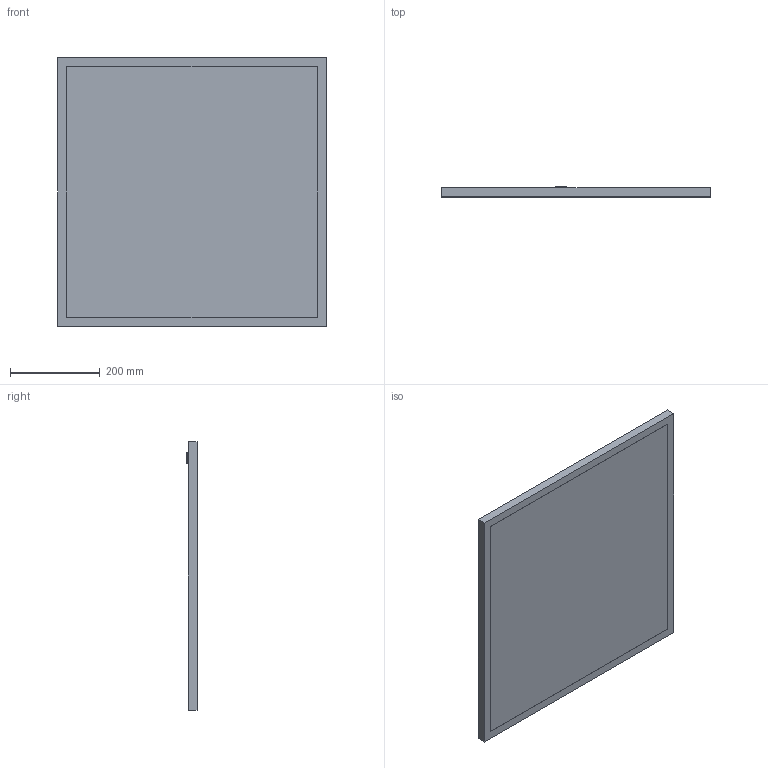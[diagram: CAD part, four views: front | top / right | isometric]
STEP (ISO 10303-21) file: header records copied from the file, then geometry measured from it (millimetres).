
FILE_DESCRIPTION (( 'STEP AP214' ), '1' );
FILE_NAME ('LDV02-6561-36-4000-U-K01 Ñâåòèëüíèê ñâåòîäèîäíûé ÄÂÎ 6561-Ð 36Âò,4000Ê,ñ ÝÏÐÀ,ïðèçìà.STEP', '2017-08-15T08:42:51', ( '' ), ( '' ), 'SwSTEP 2.0', 'SolidWorks 2014', '' );
FILE_SCHEMA (( 'AUTOMOTIVE_DESIGN' ));
Length unit declared in the file: millimetre
Products named in the file (1): LDV02-6561-36-4000-U-K01 Ñâåòèëüíèê ñâåòîäèîäíûé ÄÂÎ 6561-Ð 36Âò,4000Ê,ñ ÝÏÐÀ,ïðèçìà
Bounding box: 596 x 22.5 x 596 mm (x, y, z)
Volume: 1798012.8 mm3; surface area: 1480551.2 mm2
Topology: 1 solids, 1 shells, 100 faces, 268 edges, 178 vertices
Faces by surface type: plane 70, cylinder 28, torus 2
Entity records: 3198 total; most frequent: CARTESIAN_POINT 547, ORIENTED_EDGE 536, DIRECTION 530, EDGE_CURVE 268, LINE 208, VECTOR 208, VERTEX_POINT 178, AXIS2_PLACEMENT_3D 161
